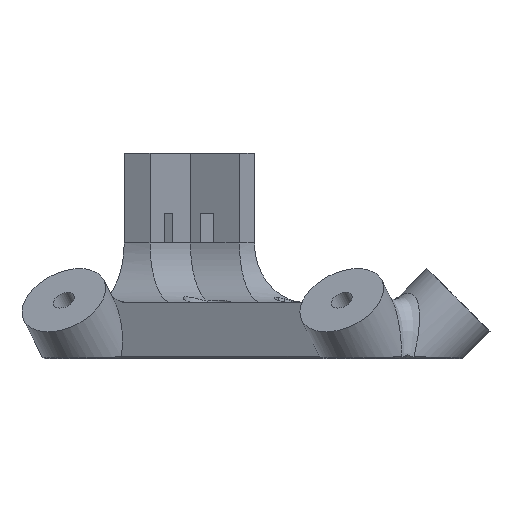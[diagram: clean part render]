
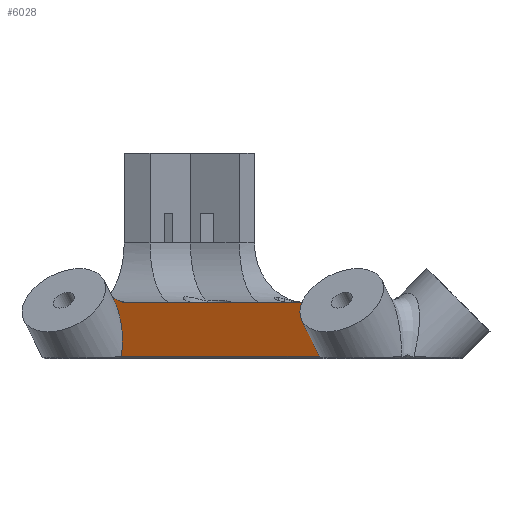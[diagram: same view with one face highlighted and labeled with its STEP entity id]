
A CAD part, left-side view. The second image highlights one B-rep face of the part: STEP entity #6028.
In plain terms, the highlighted planar face has unit normal (-0.866, 0.5, 0).
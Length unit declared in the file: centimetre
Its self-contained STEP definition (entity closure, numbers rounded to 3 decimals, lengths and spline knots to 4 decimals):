
#67=B_SPLINE_CURVE_WITH_KNOTS('',3,(#9487,#9488,#9489,#9490,#9491,#9492,
#9493,#9494),.UNSPECIFIED.,.F.,.U.,(4,2,2,4),(0.,0.125,0.2118,
0.2924),.UNSPECIFIED.);
#70=B_SPLINE_CURVE_WITH_KNOTS('',3,(#9906,#9907,#9908,#9909,#9910,#9911,
#9912,#9913),.UNSPECIFIED.,.F.,.U.,(4,2,2,4),(0.,0.1048,0.1953,
0.2911),.UNSPECIFIED.);
#258=VECTOR('',#6854,1.);
#703=VECTOR('',#7577,1.);
#959=LINE('',#8319,#258);
#1404=LINE('',#12238,#703);
#1694=PLANE('',#6436);
#1824=ELLIPSE('',#6245,0.8485,0.6);
#1826=ELLIPSE('',#6253,0.8485,0.6);
#2052=VERTEX_POINT('',#8318);
#2053=VERTEX_POINT('',#8320);
#2157=VERTEX_POINT('',#9495);
#2164=VERTEX_POINT('',#9692);
#2168=VERTEX_POINT('',#9914);
#2170=VERTEX_POINT('',#9929);
#2669=EDGE_CURVE('',#2053,#2052,#959,.T.);
#2801=EDGE_CURVE('',#2053,#2157,#67,.T.);
#2811=EDGE_CURVE('',#2164,#2157,#1824,.T.);
#2817=EDGE_CURVE('',#2168,#2052,#70,.T.);
#2820=EDGE_CURVE('',#2168,#2170,#1826,.T.);
#3184=EDGE_CURVE('',#2164,#2170,#1404,.T.);
#4624=ORIENTED_EDGE('',*,*,#3184,.F.);
#4625=ORIENTED_EDGE('',*,*,#2811,.T.);
#4626=ORIENTED_EDGE('',*,*,#2801,.F.);
#4627=ORIENTED_EDGE('',*,*,#2669,.T.);
#4628=ORIENTED_EDGE('',*,*,#2817,.F.);
#4629=ORIENTED_EDGE('',*,*,#2820,.T.);
#5287=EDGE_LOOP('',(#4624,#4625,#4626,#4627,#4628,#4629));
#5669=FACE_BOUND('',#5287,.T.);
#6028=ADVANCED_FACE('',(#5669),#1694,.T.);
#6245=AXIS2_PLACEMENT_3D('',#9691,#7028,#7029);
#6253=AXIS2_PLACEMENT_3D('',#9928,#7045,#7046);
#6436=AXIS2_PLACEMENT_3D('',#12511,#7578,$);
#6854=DIRECTION('',(0.5,0.866,0.));
#7028=DIRECTION('',(0.866,-0.5,0.));
#7029=DIRECTION('',(0.,0.,-0.849));
#7045=DIRECTION('',(0.866,-0.5,0.));
#7046=DIRECTION('',(0.,0.,-0.849));
#7577=DIRECTION('',(0.5,0.866,0.));
#7578=DIRECTION('',(-0.866,0.5,0.));
#8318=CARTESIAN_POINT('',(-0.7727,2.1617,0.75));
#8319=CARTESIAN_POINT('',(-2.5259,-0.875,0.75));
#8320=CARTESIAN_POINT('',(-2.2584,-0.4117,0.75));
#9487=CARTESIAN_POINT('',(-2.2584,-0.4117,0.75));
#9488=CARTESIAN_POINT('',(-2.2792,-0.4478,0.75));
#9489=CARTESIAN_POINT('',(-2.3001,-0.4838,0.7579));
#9490=CARTESIAN_POINT('',(-2.333,-0.5408,0.7835));
#9491=CARTESIAN_POINT('',(-2.3458,-0.563,0.7974));
#9492=CARTESIAN_POINT('',(-2.3682,-0.6018,0.8306));
#9493=CARTESIAN_POINT('',(-2.3779,-0.6187,0.8494));
#9494=CARTESIAN_POINT('',(-2.386,-0.6327,0.8707));
#9495=CARTESIAN_POINT('',(-2.386,-0.6327,0.8707));
#9691=CARTESIAN_POINT('',(-2.5905,-0.987,0.25));
#9692=CARTESIAN_POINT('',(-2.3008,-0.4851,0.03));
#9906=CARTESIAN_POINT('',(-0.6451,2.3827,0.8707));
#9907=CARTESIAN_POINT('',(-0.6557,2.3644,0.8428));
#9908=CARTESIAN_POINT('',(-0.6691,2.3412,0.8193));
#9909=CARTESIAN_POINT('',(-0.6967,2.2932,0.7847));
#9910=CARTESIAN_POINT('',(-0.7107,2.269,0.7722));
#9911=CARTESIAN_POINT('',(-0.7406,2.2172,0.7547));
#9912=CARTESIAN_POINT('',(-0.7566,2.1895,0.75));
#9913=CARTESIAN_POINT('',(-0.7727,2.1617,0.75));
#9914=CARTESIAN_POINT('',(-0.6451,2.3827,0.8707));
#9928=CARTESIAN_POINT('',(-0.4405,2.737,0.25));
#9929=CARTESIAN_POINT('',(-0.7303,2.2351,0.03));
#12238=CARTESIAN_POINT('',(-1.1049,1.5863,0.03));
#12511=CARTESIAN_POINT('',(-0.7578,2.1875,0.));
